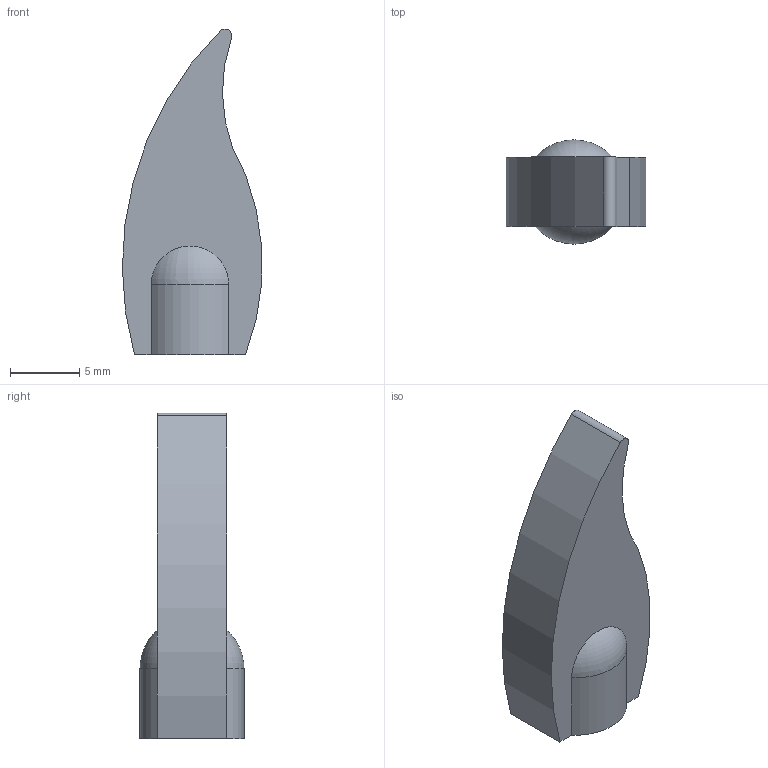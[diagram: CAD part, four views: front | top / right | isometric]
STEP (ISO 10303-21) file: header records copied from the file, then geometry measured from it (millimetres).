
FILE_DESCRIPTION(('FreeCAD Model'),'2;1');
FILE_NAME('Open CASCADE Shape Model','2021-11-20T19:31:18',('Author'),( ''),'Open CASCADE STEP processor 7.5','FreeCAD','Unknown');
FILE_SCHEMA(('AUTOMOTIVE_DESIGN { 1 0 10303 214 1 1 1 1 }'));
Length unit declared in the file: millimetre
Products named in the file (1): flame_diffuser
Bounding box: 10.04 x 7.5 x 23.49 mm (x, y, z)
Volume: 757.5 mm3; surface area: 746.4 mm2
Topology: 1 solids, 1 shells, 19 faces, 43 edges, 26 vertices
Faces by surface type: plane 9, cylinder 6, revolution 3, bspline 1
Full cylindrical faces by diameter (mm): 5.1 x1
Entity records: 1597 total; most frequent: CARTESIAN_POINT 733, DIRECTION 149, ORIENTED_EDGE 86, PCURVE 86, DEFINITIONAL_REPRESENTATION 86, LINE 52, VECTOR 52, EDGE_CURVE 43
